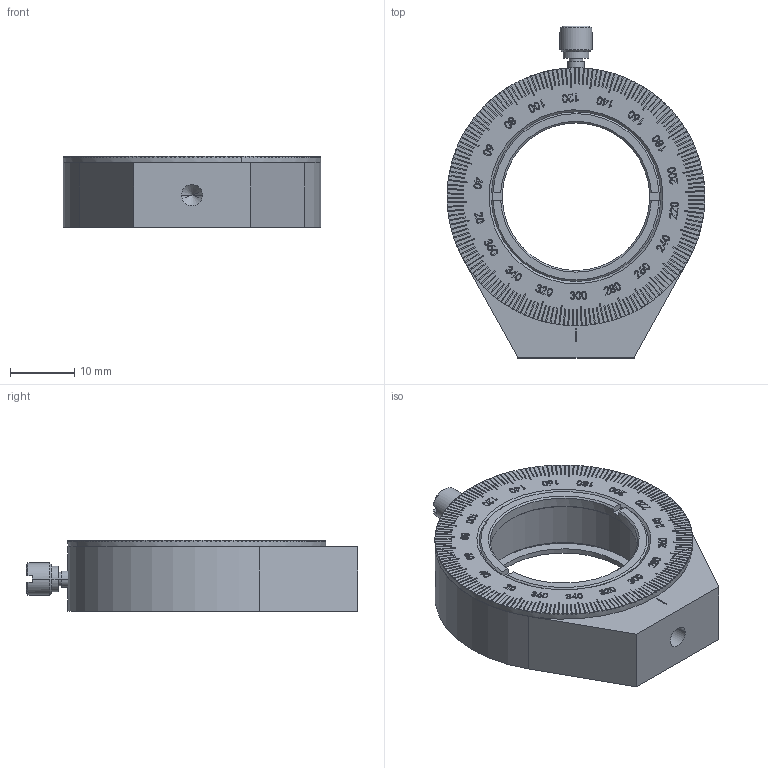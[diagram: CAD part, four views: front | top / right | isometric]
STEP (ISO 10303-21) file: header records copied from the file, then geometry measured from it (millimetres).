
FILE_DESCRIPTION (( 'STEP AP203' ), '1' );
FILE_NAME ('1.3.4.2，ZZX-1.0，φ1英寸旋转透镜安装座，带SM1内螺纹，带卡环，M4螺孔，A.STEP', '2023-08-18T05:50:50', ( '' ), ( '' ), 'SwSTEP 2.0', 'SolidWorks 2021', '' );
FILE_SCHEMA (( 'CONFIG_CONTROL_DESIGN' ));
Length unit declared in the file: millimetre
Products named in the file (1): 1.3.4.2，ZZX-1.0，φ1英寸旋转透镜安装座，带SM1内螺纹，带卡环，M4螺孔，A
Bounding box: 40 x 51.5 x 11.05 mm (x, y, z)
Volume: 9442.7 mm3; surface area: 8325 mm2
Topology: 4 solids, 4 shells, 1222 faces, 3349 edges, 2227 vertices
Faces by surface type: plane 991, bspline 174, cylinder 37, cone 20
Entity records: 62910 total; most frequent: CARTESIAN_POINT 32547, ORIENTED_EDGE 6694, DIRECTION 5539, EDGE_CURVE 3347, LINE 2521, VECTOR 2521, VERTEX_POINT 2227, AXIS2_PLACEMENT_3D 1509
